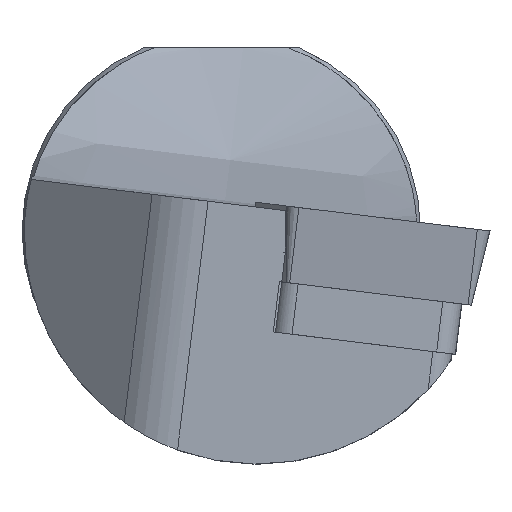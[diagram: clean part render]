
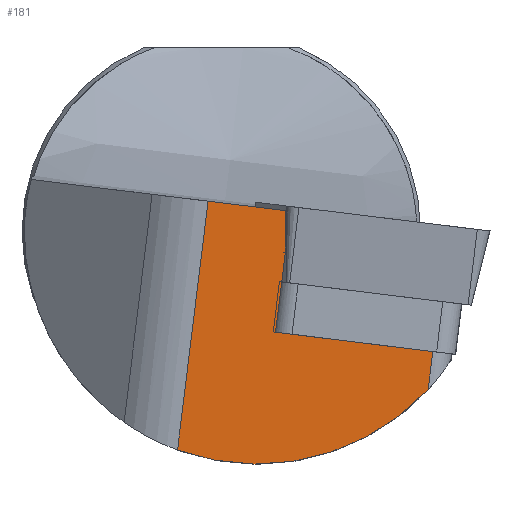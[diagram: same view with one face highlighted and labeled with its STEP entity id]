
A CAD part, left-side view. The second image highlights one B-rep face of the part: STEP entity #181.
In plain terms, the highlighted planar face has unit normal (-1, 0, 0).
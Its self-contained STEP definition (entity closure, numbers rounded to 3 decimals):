
#181=ADVANCED_FACE('',(#253),#228,.F.);
#228=PLANE('',#968);
#253=FACE_OUTER_BOUND('',#299,.T.);
#299=EDGE_LOOP('',(#507,#508,#509,#510,#511,#512,#513,#514));
#344=LINE('',#1280,#409);
#356=LINE('',#1306,#421);
#363=LINE('',#1338,#428);
#364=LINE('',#1340,#429);
#365=LINE('',#1342,#430);
#366=LINE('',#1344,#431);
#367=LINE('',#1348,#432);
#409=VECTOR('',#1049,1.);
#421=VECTOR('',#1069,1.);
#428=VECTOR('',#1082,1.);
#429=VECTOR('',#1083,1.);
#430=VECTOR('',#1084,1.);
#431=VECTOR('',#1085,1.);
#432=VECTOR('',#1088,1.);
#507=ORIENTED_EDGE('',*,*,#830,.T.);
#508=ORIENTED_EDGE('',*,*,#806,.T.);
#509=ORIENTED_EDGE('',*,*,#819,.T.);
#510=ORIENTED_EDGE('',*,*,#831,.T.);
#511=ORIENTED_EDGE('',*,*,#832,.F.);
#512=ORIENTED_EDGE('',*,*,#833,.T.);
#513=ORIENTED_EDGE('',*,*,#834,.T.);
#514=ORIENTED_EDGE('',*,*,#835,.F.);
#723=VERTEX_POINT('',#1277);
#724=VERTEX_POINT('',#1279);
#734=VERTEX_POINT('',#1305);
#743=VERTEX_POINT('',#1339);
#744=VERTEX_POINT('',#1341);
#745=VERTEX_POINT('',#1343);
#746=VERTEX_POINT('',#1345);
#747=VERTEX_POINT('',#1347);
#806=EDGE_CURVE('',#723,#724,#344,.T.);
#819=EDGE_CURVE('',#724,#734,#356,.T.);
#830=EDGE_CURVE('',#743,#723,#363,.T.);
#831=EDGE_CURVE('',#734,#744,#364,.T.);
#832=EDGE_CURVE('',#745,#744,#365,.T.);
#833=EDGE_CURVE('',#745,#746,#366,.T.);
#834=EDGE_CURVE('',#746,#747,#928,.T.);
#835=EDGE_CURVE('',#743,#747,#367,.T.);
#928=CIRCLE('',#967,14.6);
#967=AXIS2_PLACEMENT_3D('',#1346,#1086,#1087);
#968=AXIS2_PLACEMENT_3D('',#1349,#1089,#1090);
#1049=DIRECTION('',(0.,0.993,0.122));
#1069=DIRECTION('',(0.,-0.122,0.993));
#1082=DIRECTION('',(0.,0.993,0.122));
#1083=DIRECTION('',(0.,0.002,1.));
#1084=DIRECTION('',(0.,-0.993,-0.122));
#1085=DIRECTION('',(0.,0.122,-0.993));
#1086=DIRECTION('',(-1.,0.,0.));
#1087=DIRECTION('',(0.,1.,0.));
#1088=DIRECTION('',(0.,0.122,-0.993));
#1089=DIRECTION('',(1.,0.,0.));
#1090=DIRECTION('',(0.,1.,0.));
#1277=CARTESIAN_POINT('',(1.139,-3.773,-6.376));
#1279=CARTESIAN_POINT('',(1.139,-3.397,-6.329));
#1280=CARTESIAN_POINT('',(1.139,-13.265,-7.541));
#1305=CARTESIAN_POINT('',(1.139,-4.006,-1.365));
#1306=CARTESIAN_POINT('',(1.139,-5.225,8.559));
#1338=CARTESIAN_POINT('',(1.139,-13.265,-7.541));
#1339=CARTESIAN_POINT('',(1.139,-13.265,-7.541));
#1340=CARTESIAN_POINT('',(1.139,-4.01,-3.247));
#1341=CARTESIAN_POINT('',(1.139,-4.001,1.294));
#1342=CARTESIAN_POINT('',(1.139,-14.196,0.042));
#1343=CARTESIAN_POINT('',(1.139,0.832,1.887));
#1344=CARTESIAN_POINT('',(1.139,3.842,-22.629));
#1345=CARTESIAN_POINT('',(1.139,2.748,-13.718));
#1346=CARTESIAN_POINT('',(1.139,-2.25,0.));
#1347=CARTESIAN_POINT('',(1.139,-12.975,-9.906));
#1348=CARTESIAN_POINT('',(1.139,-11.186,-24.474));
#1349=CARTESIAN_POINT('',(1.139,-11.186,-24.474));
